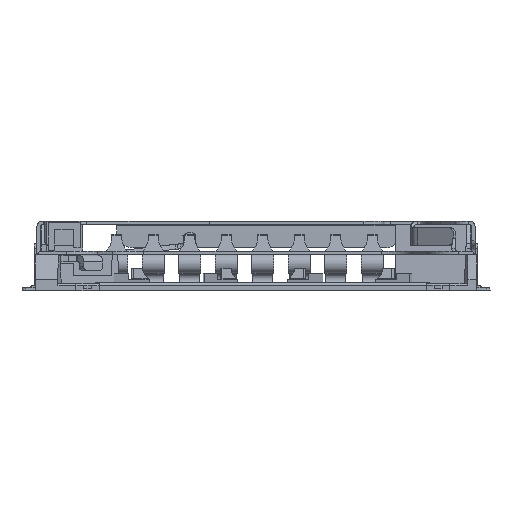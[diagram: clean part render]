
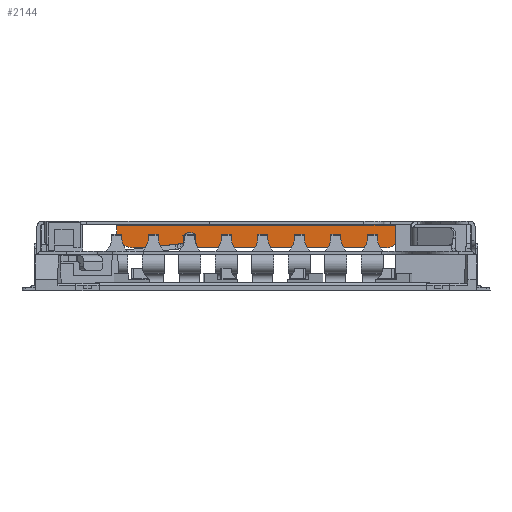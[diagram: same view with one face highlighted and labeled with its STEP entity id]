
A CAD part, front view. The second image highlights one B-rep face of the part: STEP entity #2144.
In plain terms, the highlighted planar face has unit normal (0, -1, 0).
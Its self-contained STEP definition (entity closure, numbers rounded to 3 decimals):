
#2144=ADVANCED_FACE('',(#6681),#6682,.T.);
#6681=FACE_OUTER_BOUND('',#11943,.T.);
#6682=PLANE('',#11944);
#11943=EDGE_LOOP('',(#30422,#30423,#30424,#30425,#30426,#30427));
#11944=AXIS2_PLACEMENT_3D('',#30428,#30429,#30430);
#30422=ORIENTED_EDGE('',*,*,#39230,.F.);
#30423=ORIENTED_EDGE('',*,*,#39219,.T.);
#30424=ORIENTED_EDGE('',*,*,#39231,.T.);
#30425=ORIENTED_EDGE('',*,*,#39232,.F.);
#30426=ORIENTED_EDGE('',*,*,#39233,.T.);
#30427=ORIENTED_EDGE('',*,*,#39208,.T.);
#30428=CARTESIAN_POINT('',(25.371,15.859,1.49));
#30429=DIRECTION('',(0.0,-1.0,0.0));
#30430=DIRECTION('',(0.0,0.0,-1.0));
#39208=EDGE_CURVE('',#50008,#50006,#50009,.T.);
#39219=EDGE_CURVE('',#50027,#50025,#50028,.T.);
#39230=EDGE_CURVE('',#50027,#50006,#50039,.T.);
#39231=EDGE_CURVE('',#50025,#50040,#50041,.T.);
#39232=EDGE_CURVE('',#50042,#50040,#50043,.T.);
#39233=EDGE_CURVE('',#50042,#50008,#50044,.T.);
#50006=VERTEX_POINT('',#66350);
#50008=VERTEX_POINT('',#66352);
#50009=LINE('',#66353,#66354);
#50025=VERTEX_POINT('',#66375);
#50027=VERTEX_POINT('',#66378);
#50028=LINE('',#66379,#66380);
#50039=LINE('',#66400,#66401);
#50040=VERTEX_POINT('',#66402);
#50041=CIRCLE('',#66403,0.5);
#50042=VERTEX_POINT('',#66404);
#50043=LINE('',#66405,#66406);
#50044=CIRCLE('',#66407,0.5);
#66350=CARTESIAN_POINT('',(26.546,15.859,1.62));
#66352=CARTESIAN_POINT('',(26.546,15.859,1.44));
#66353=CARTESIAN_POINT('',(26.546,15.859,1.44));
#66354=VECTOR('',#76665,0.18);
#66375=CARTESIAN_POINT('',(17.946,15.859,1.44));
#66378=CARTESIAN_POINT('',(17.946,15.859,1.62));
#66379=CARTESIAN_POINT('',(17.946,15.859,1.62));
#66380=VECTOR('',#76684,0.18);
#66400=CARTESIAN_POINT('',(17.946,15.859,1.62));
#66401=VECTOR('',#76697,8.6);
#66402=CARTESIAN_POINT('',(18.446,15.859,0.94));
#66403=AXIS2_PLACEMENT_3D('',#76698,#76699,#76700);
#66404=CARTESIAN_POINT('',(26.046,15.859,0.94));
#66405=CARTESIAN_POINT('',(26.046,15.859,0.94));
#66406=VECTOR('',#76701,7.6);
#66407=AXIS2_PLACEMENT_3D('',#76702,#76703,#76704);
#76665=DIRECTION('',(0.0,0.0,1.0));
#76684=DIRECTION('',(0.0,0.0,-1.0));
#76697=DIRECTION('',(1.0,0.0,0.0));
#76698=CARTESIAN_POINT('',(18.446,15.859,1.44));
#76699=DIRECTION('',(0.0,-1.0,0.0));
#76700=DIRECTION('',(-1.0,0.0,0.0));
#76701=DIRECTION('',(-1.0,0.0,0.0));
#76702=CARTESIAN_POINT('',(26.046,15.859,1.44));
#76703=DIRECTION('',(0.0,-1.0,0.0));
#76704=DIRECTION('',(0.0,0.0,-1.0));
